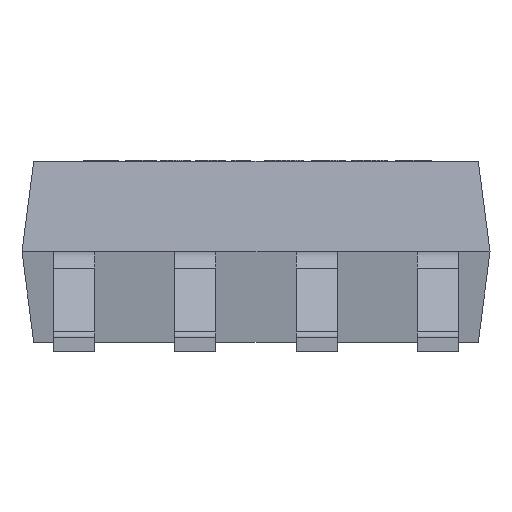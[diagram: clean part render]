
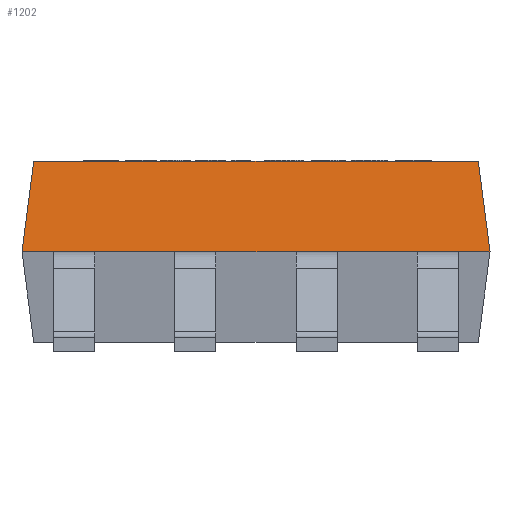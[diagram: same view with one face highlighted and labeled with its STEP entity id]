
A CAD part, left-side view. The second image highlights one B-rep face of the part: STEP entity #1202.
In plain terms, the highlighted free-form (B-spline) face has degree [1, 1] with [2, 2] control points.
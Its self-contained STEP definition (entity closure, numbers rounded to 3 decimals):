
#24 = VERTEX_POINT('',#25);
#25 = CARTESIAN_POINT('',(-2.518,-2.33,2.));
#31 = EDGE_CURVE('',#24,#32,#34,.T.);
#32 = VERTEX_POINT('',#33);
#33 = CARTESIAN_POINT('',(-2.518,2.33,2.));
#34 = LINE('',#35,#36);
#35 = CARTESIAN_POINT('',(-2.518,-2.33,2.));
#36 = VECTOR('',#37,1.);
#37 = DIRECTION('',(0.,1.,0.));
#1091 = EDGE_CURVE('',#24,#1092,#1094,.T.);
#1092 = VERTEX_POINT('',#1093);
#1093 = CARTESIAN_POINT('',(-2.65,-2.453,1.05));
#1094 = B_SPLINE_CURVE_WITH_KNOTS('',1,(#1095,#1096),.UNSPECIFIED.,.F.,
  .F.,(2,2),(0.,1.),.PIECEWISE_BEZIER_KNOTS.);
#1095 = CARTESIAN_POINT('',(-2.518,-2.33,2.));
#1096 = CARTESIAN_POINT('',(-2.65,-2.453,1.05));
#1202 = ADVANCED_FACE('',(#1203),#1284,.T.);
#1203 = FACE_BOUND('',#1204,.T.);
#1204 = EDGE_LOOP('',(#1205,#1206,#1213,#1221,#1229,#1237,#1245,#1253,
    #1261,#1269,#1277,#1283));
#1205 = ORIENTED_EDGE('',*,*,#31,.T.);
#1206 = ORIENTED_EDGE('',*,*,#1207,.T.);
#1207 = EDGE_CURVE('',#32,#1208,#1210,.T.);
#1208 = VERTEX_POINT('',#1209);
#1209 = CARTESIAN_POINT('',(-2.65,2.453,1.05));
#1210 = B_SPLINE_CURVE_WITH_KNOTS('',1,(#1211,#1212),.UNSPECIFIED.,.F.,
  .F.,(2,2),(0.,1.),.PIECEWISE_BEZIER_KNOTS.);
#1211 = CARTESIAN_POINT('',(-2.518,2.33,2.));
#1212 = CARTESIAN_POINT('',(-2.65,2.453,1.05));
#1213 = ORIENTED_EDGE('',*,*,#1214,.F.);
#1214 = EDGE_CURVE('',#1215,#1208,#1217,.T.);
#1215 = VERTEX_POINT('',#1216);
#1216 = CARTESIAN_POINT('',(-2.65,2.12,1.05));
#1217 = LINE('',#1218,#1219);
#1218 = CARTESIAN_POINT('',(-2.65,-2.453,1.05));
#1219 = VECTOR('',#1220,1.);
#1220 = DIRECTION('',(0.,1.,0.));
#1221 = ORIENTED_EDGE('',*,*,#1222,.F.);
#1222 = EDGE_CURVE('',#1223,#1215,#1225,.T.);
#1223 = VERTEX_POINT('',#1224);
#1224 = CARTESIAN_POINT('',(-2.65,1.69,1.05));
#1225 = LINE('',#1226,#1227);
#1226 = CARTESIAN_POINT('',(-2.65,-2.453,1.05));
#1227 = VECTOR('',#1228,1.);
#1228 = DIRECTION('',(0.,1.,0.));
#1229 = ORIENTED_EDGE('',*,*,#1230,.F.);
#1230 = EDGE_CURVE('',#1231,#1223,#1233,.T.);
#1231 = VERTEX_POINT('',#1232);
#1232 = CARTESIAN_POINT('',(-2.65,0.85,1.05));
#1233 = LINE('',#1234,#1235);
#1234 = CARTESIAN_POINT('',(-2.65,-2.453,1.05));
#1235 = VECTOR('',#1236,1.);
#1236 = DIRECTION('',(0.,1.,0.));
#1237 = ORIENTED_EDGE('',*,*,#1238,.F.);
#1238 = EDGE_CURVE('',#1239,#1231,#1241,.T.);
#1239 = VERTEX_POINT('',#1240);
#1240 = CARTESIAN_POINT('',(-2.65,0.42,1.05));
#1241 = LINE('',#1242,#1243);
#1242 = CARTESIAN_POINT('',(-2.65,-2.453,1.05));
#1243 = VECTOR('',#1244,1.);
#1244 = DIRECTION('',(0.,1.,0.));
#1245 = ORIENTED_EDGE('',*,*,#1246,.F.);
#1246 = EDGE_CURVE('',#1247,#1239,#1249,.T.);
#1247 = VERTEX_POINT('',#1248);
#1248 = CARTESIAN_POINT('',(-2.65,-0.42,1.05));
#1249 = LINE('',#1250,#1251);
#1250 = CARTESIAN_POINT('',(-2.65,-2.453,1.05));
#1251 = VECTOR('',#1252,1.);
#1252 = DIRECTION('',(0.,1.,0.));
#1253 = ORIENTED_EDGE('',*,*,#1254,.F.);
#1254 = EDGE_CURVE('',#1255,#1247,#1257,.T.);
#1255 = VERTEX_POINT('',#1256);
#1256 = CARTESIAN_POINT('',(-2.65,-0.85,1.05));
#1257 = LINE('',#1258,#1259);
#1258 = CARTESIAN_POINT('',(-2.65,-2.453,1.05));
#1259 = VECTOR('',#1260,1.);
#1260 = DIRECTION('',(0.,1.,0.));
#1261 = ORIENTED_EDGE('',*,*,#1262,.F.);
#1262 = EDGE_CURVE('',#1263,#1255,#1265,.T.);
#1263 = VERTEX_POINT('',#1264);
#1264 = CARTESIAN_POINT('',(-2.65,-1.69,1.05));
#1265 = LINE('',#1266,#1267);
#1266 = CARTESIAN_POINT('',(-2.65,-2.453,1.05));
#1267 = VECTOR('',#1268,1.);
#1268 = DIRECTION('',(0.,1.,0.));
#1269 = ORIENTED_EDGE('',*,*,#1270,.F.);
#1270 = EDGE_CURVE('',#1271,#1263,#1273,.T.);
#1271 = VERTEX_POINT('',#1272);
#1272 = CARTESIAN_POINT('',(-2.65,-2.12,1.05));
#1273 = LINE('',#1274,#1275);
#1274 = CARTESIAN_POINT('',(-2.65,-2.453,1.05));
#1275 = VECTOR('',#1276,1.);
#1276 = DIRECTION('',(0.,1.,0.));
#1277 = ORIENTED_EDGE('',*,*,#1278,.F.);
#1278 = EDGE_CURVE('',#1092,#1271,#1279,.T.);
#1279 = LINE('',#1280,#1281);
#1280 = CARTESIAN_POINT('',(-2.65,-2.453,1.05));
#1281 = VECTOR('',#1282,1.);
#1282 = DIRECTION('',(0.,1.,0.));
#1283 = ORIENTED_EDGE('',*,*,#1091,.F.);
#1284 = B_SPLINE_SURFACE_WITH_KNOTS('',1,1,(
    (#1285,#1286)
    ,(#1287,#1288
    )),.UNSPECIFIED.,.F.,.F.,.F.,(2,2),(2,2),(0.,4.905),(0.,1.),
  .PIECEWISE_BEZIER_KNOTS.);
#1285 = CARTESIAN_POINT('',(-2.518,-2.33,2.));
#1286 = CARTESIAN_POINT('',(-2.65,-2.453,1.05));
#1287 = CARTESIAN_POINT('',(-2.518,2.33,2.));
#1288 = CARTESIAN_POINT('',(-2.65,2.453,1.05));
